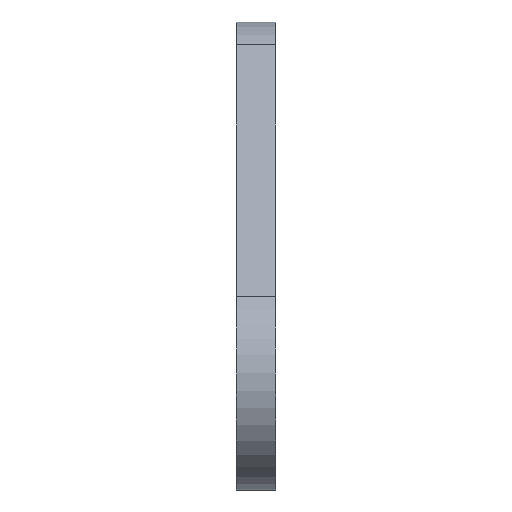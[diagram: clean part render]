
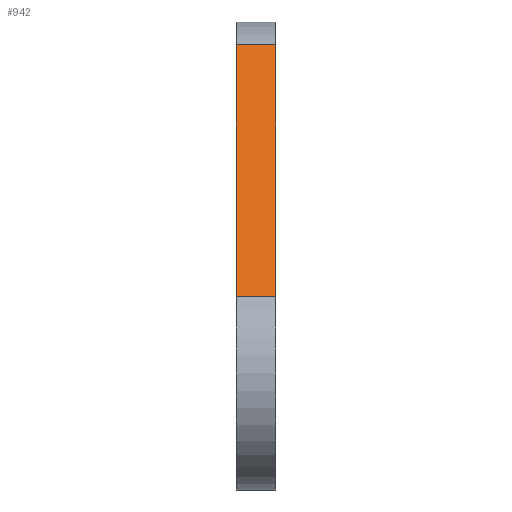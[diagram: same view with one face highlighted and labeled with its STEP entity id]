
A CAD part, left-side view. The second image highlights one B-rep face of the part: STEP entity #942.
In plain terms, the highlighted planar face has unit normal (-0.614, 0, 0.789).
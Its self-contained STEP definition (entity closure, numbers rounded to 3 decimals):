
#24=PLANE('',#1081);
#75=FACE_OUTER_BOUND('',#138,.T.);
#138=EDGE_LOOP('',(#753,#754,#755,#756));
#206=LINE('',#1583,#279);
#213=LINE('',#1623,#286);
#219=LINE('',#1654,#292);
#220=LINE('',#1656,#293);
#279=VECTOR('',#1258,1000.);
#286=VECTOR('',#1299,1000.);
#292=VECTOR('',#1333,1000.);
#293=VECTOR('',#1336,1000.);
#436=VERTEX_POINT('',#1580);
#437=VERTEX_POINT('',#1582);
#452=VERTEX_POINT('',#1620);
#453=VERTEX_POINT('',#1622);
#536=EDGE_CURVE('',#437,#436,#206,.T.);
#559=EDGE_CURVE('',#452,#453,#213,.T.);
#578=EDGE_CURVE('',#437,#452,#219,.T.);
#579=EDGE_CURVE('',#436,#453,#220,.T.);
#753=ORIENTED_EDGE('',*,*,#559,.F.);
#754=ORIENTED_EDGE('',*,*,#578,.F.);
#755=ORIENTED_EDGE('',*,*,#536,.T.);
#756=ORIENTED_EDGE('',*,*,#579,.T.);
#942=ADVANCED_FACE('',(#75),#24,.F.);
#1081=AXIS2_PLACEMENT_3D('',#1655,#1334,#1335);
#1258=DIRECTION('',(-0.79,0.,-0.614));
#1299=DIRECTION('',(-0.79,0.,-0.614));
#1333=DIRECTION('',(0.,-1.,0.));
#1334=DIRECTION('center_axis',(0.614,0.,-0.79));
#1335=DIRECTION('ref_axis',(0.79,0.,0.614));
#1336=DIRECTION('',(0.,-1.,0.));
#1580=CARTESIAN_POINT('',(-30.875,2.,-8.483));
#1582=CARTESIAN_POINT('',(-14.375,2.,4.342));
#1583=CARTESIAN_POINT('',(-14.375,2.,4.342));
#1620=CARTESIAN_POINT('',(-14.375,0.,4.342));
#1622=CARTESIAN_POINT('',(-30.875,0.,-8.483));
#1623=CARTESIAN_POINT('',(-30.875,0.,-8.483));
#1654=CARTESIAN_POINT('',(-14.375,1.57,4.342));
#1655=CARTESIAN_POINT('Origin',(-30.875,1.57,-8.483));
#1656=CARTESIAN_POINT('',(-30.875,1.57,-8.483));
